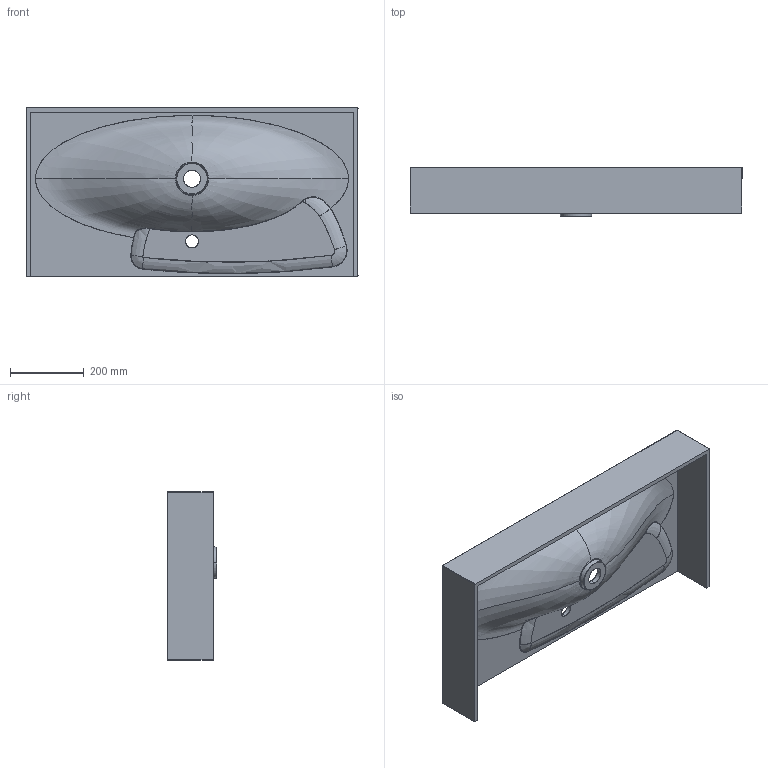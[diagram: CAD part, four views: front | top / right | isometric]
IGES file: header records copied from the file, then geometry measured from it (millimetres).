
Start section: SolidWorks IGES file using analytic representation for surfaces
Global section: file name: S20202911700000_LAV SSF MURAL SLEEK 900x458 CFT STLH.IGS; native system: SolidWorks 2016; preprocessor: SolidWorks 2016; author: carjor03; date: 190801.105943; units: millimetre
Bounding box: 902 x 135 x 458 mm (x, y, z)
Surface area: 1351810.9 mm2 (no closed solid volume)
Topology: 0 solids, 0 shells, 221 faces, 2726 edges, 2721 vertices
Faces by surface type: bspline 132, revolution 89
